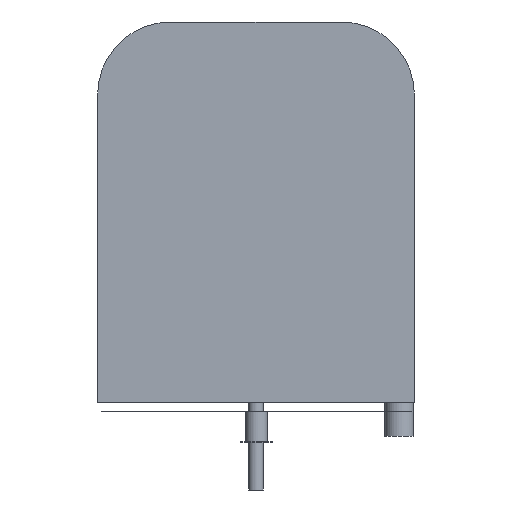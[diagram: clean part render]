
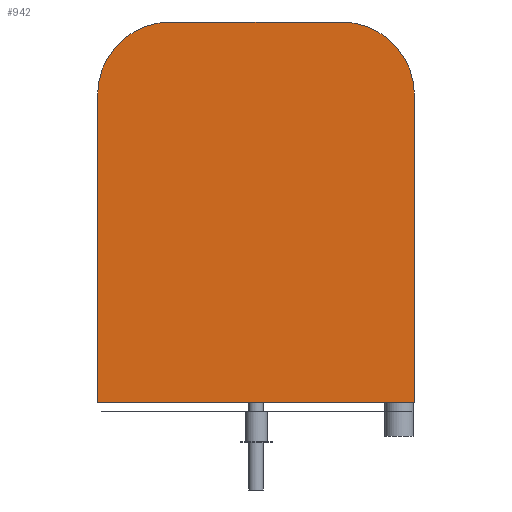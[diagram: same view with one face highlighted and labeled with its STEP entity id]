
A CAD part, left-side view. The second image highlights one B-rep face of the part: STEP entity #942.
In plain terms, the highlighted planar face has unit normal (-1, 0, 0).
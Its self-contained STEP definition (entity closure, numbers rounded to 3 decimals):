
#804 = VERTEX_POINT('',#805);
#805 = CARTESIAN_POINT('',(-1.664,-8.235,0.48));
#811 = EDGE_CURVE('',#812,#804,#814,.T.);
#812 = VERTEX_POINT('',#813);
#813 = CARTESIAN_POINT('',(-1.664,8.275,0.48));
#814 = LINE('',#815,#816);
#815 = CARTESIAN_POINT('',(-1.664,-8.235,0.48));
#816 = VECTOR('',#817,1.);
#817 = DIRECTION('',(0.,-1.,0.));
#922 = EDGE_CURVE('',#923,#812,#925,.T.);
#923 = VERTEX_POINT('',#924);
#924 = CARTESIAN_POINT('',(-1.664,8.275,16.482));
#925 = LINE('',#926,#927);
#926 = CARTESIAN_POINT('',(-1.664,8.275,20.292));
#927 = VECTOR('',#928,1.);
#928 = DIRECTION('',(-0.,0.,-1.));
#942 = ADVANCED_FACE('',(#943),#979,.F.);
#943 = FACE_BOUND('',#944,.T.);
#944 = EDGE_LOOP('',(#945,#953,#962,#970,#977,#978));
#945 = ORIENTED_EDGE('',*,*,#946,.F.);
#946 = EDGE_CURVE('',#947,#804,#949,.T.);
#947 = VERTEX_POINT('',#948);
#948 = CARTESIAN_POINT('',(-1.664,-8.235,16.482));
#949 = LINE('',#950,#951);
#950 = CARTESIAN_POINT('',(-1.664,-8.235,20.292));
#951 = VECTOR('',#952,1.);
#952 = DIRECTION('',(-0.,0.,-1.));
#953 = ORIENTED_EDGE('',*,*,#954,.T.);
#954 = EDGE_CURVE('',#947,#955,#957,.T.);
#955 = VERTEX_POINT('',#956);
#956 = CARTESIAN_POINT('',(-1.664,-4.425,20.292));
#957 = CIRCLE('',#958,3.81);
#958 = AXIS2_PLACEMENT_3D('',#959,#960,#961);
#959 = CARTESIAN_POINT('',(-1.664,-4.425,16.482));
#960 = DIRECTION('',(-1.,0.,-0.));
#961 = DIRECTION('',(0.,1.,0.));
#962 = ORIENTED_EDGE('',*,*,#963,.F.);
#963 = EDGE_CURVE('',#964,#955,#966,.T.);
#964 = VERTEX_POINT('',#965);
#965 = CARTESIAN_POINT('',(-1.664,4.465,20.292));
#966 = LINE('',#967,#968);
#967 = CARTESIAN_POINT('',(-1.664,-8.235,20.292));
#968 = VECTOR('',#969,1.);
#969 = DIRECTION('',(0.,-1.,0.));
#970 = ORIENTED_EDGE('',*,*,#971,.T.);
#971 = EDGE_CURVE('',#964,#923,#972,.T.);
#972 = CIRCLE('',#973,3.81);
#973 = AXIS2_PLACEMENT_3D('',#974,#975,#976);
#974 = CARTESIAN_POINT('',(-1.664,4.465,16.482));
#975 = DIRECTION('',(-1.,0.,-0.));
#976 = DIRECTION('',(0.,1.,0.));
#977 = ORIENTED_EDGE('',*,*,#922,.T.);
#978 = ORIENTED_EDGE('',*,*,#811,.T.);
#979 = PLANE('',#980);
#980 = AXIS2_PLACEMENT_3D('',#981,#982,#983);
#981 = CARTESIAN_POINT('',(-1.664,-8.235,20.292));
#982 = DIRECTION('',(1.,0.,0.));
#983 = DIRECTION('',(0.,1.,0.));
